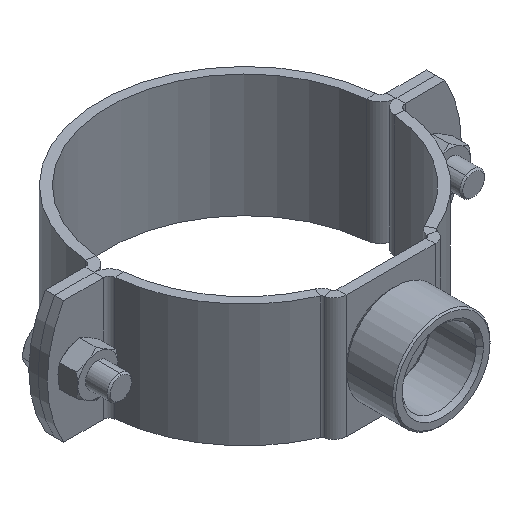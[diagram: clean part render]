
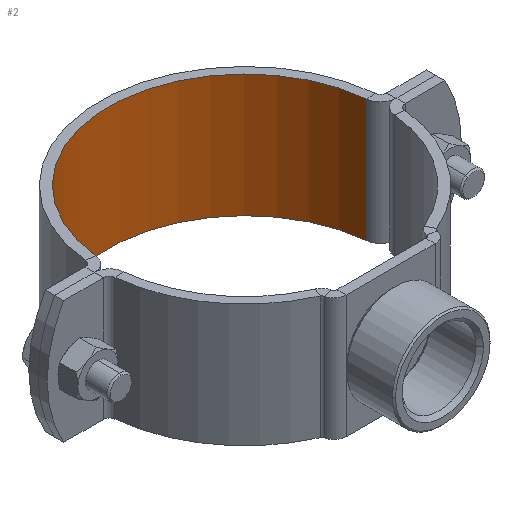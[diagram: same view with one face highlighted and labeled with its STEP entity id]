
A CAD part, isometric view. The second image highlights one B-rep face of the part: STEP entity #2.
In plain terms, the highlighted cylindrical face has radius 44.45 mm (diameter 88.9 mm), a partial arc.
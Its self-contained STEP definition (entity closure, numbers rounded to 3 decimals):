
#2 = ADVANCED_FACE ( 'NONE', ( #201 ), #1589, .F. ) ;
#4 = CARTESIAN_POINT ( 'NONE',  ( -44.222, -4.494, 20. ) ) ;
#201 = FACE_OUTER_BOUND ( 'NONE', #3458, .T. ) ;
#229 = EDGE_CURVE ( 'NONE', #3577, #3031, #2654, .T. ) ;
#307 = AXIS2_PLACEMENT_3D ( 'NONE', #3315, #4871, #1243 ) ;
#316 = ORIENTED_EDGE ( 'NONE', *, *, #4925, .F. ) ;
#363 = CARTESIAN_POINT ( 'NONE',  ( 44.222, -4.494, 20. ) ) ;
#380 = DIRECTION ( 'NONE',  ( 1., 0., 0. ) ) ;
#555 = DIRECTION ( 'NONE',  ( 0., 0., 1. ) ) ;
#790 = LINE ( 'NONE', #2311, #3384 ) ;
#1014 = VECTOR ( 'NONE', #4682, 1000. ) ;
#1224 = VERTEX_POINT ( 'NONE', #3656 ) ;
#1243 = DIRECTION ( 'NONE',  ( -1., 0., 0. ) ) ;
#1388 = LINE ( 'NONE', #3051, #1014 ) ;
#1589 = CYLINDRICAL_SURFACE ( 'NONE', #307, 44.45 ) ;
#1710 = ORIENTED_EDGE ( 'NONE', *, *, #4168, .F. ) ;
#1999 = DIRECTION ( 'NONE',  ( 1., 0., 0. ) ) ;
#2156 = EDGE_CURVE ( 'NONE', #3031, #4162, #790, .T. ) ;
#2203 = CARTESIAN_POINT ( 'NONE',  ( 0., 0., 20. ) ) ;
#2311 = CARTESIAN_POINT ( 'NONE',  ( 44.222, -4.494, 20. ) ) ;
#2586 = CIRCLE ( 'NONE', #2594, 44.45 ) ;
#2594 = AXIS2_PLACEMENT_3D ( 'NONE', #4131, #555, #1999 ) ;
#2654 = CIRCLE ( 'NONE', #4950, 44.45 ) ;
#3008 = ORIENTED_EDGE ( 'NONE', *, *, #2156, .T. ) ;
#3031 = VERTEX_POINT ( 'NONE', #363 ) ;
#3051 = CARTESIAN_POINT ( 'NONE',  ( -44.222, -4.494, 20. ) ) ;
#3315 = CARTESIAN_POINT ( 'NONE',  ( 0., 0., 20. ) ) ;
#3384 = VECTOR ( 'NONE', #4019, 1000. ) ;
#3458 = EDGE_LOOP ( 'NONE', ( #316, #1710, #4995, #3008 ) ) ;
#3507 = CARTESIAN_POINT ( 'NONE',  ( 44.222, -4.494, -20. ) ) ;
#3577 = VERTEX_POINT ( 'NONE', #4 ) ;
#3656 = CARTESIAN_POINT ( 'NONE',  ( -44.222, -4.494, -20. ) ) ;
#3925 = DIRECTION ( 'NONE',  ( 0., 0., 1. ) ) ;
#4019 = DIRECTION ( 'NONE',  ( 0., 0., -1. ) ) ;
#4131 = CARTESIAN_POINT ( 'NONE',  ( 0., 0., -20. ) ) ;
#4162 = VERTEX_POINT ( 'NONE', #3507 ) ;
#4168 = EDGE_CURVE ( 'NONE', #3577, #1224, #1388, .T. ) ;
#4682 = DIRECTION ( 'NONE',  ( 0., 0., -1. ) ) ;
#4871 = DIRECTION ( 'NONE',  ( 0., 0., -1. ) ) ;
#4925 = EDGE_CURVE ( 'NONE', #1224, #4162, #2586, .T. ) ;
#4950 = AXIS2_PLACEMENT_3D ( 'NONE', #2203, #3925, #380 ) ;
#4995 = ORIENTED_EDGE ( 'NONE', *, *, #229, .T. ) ;
